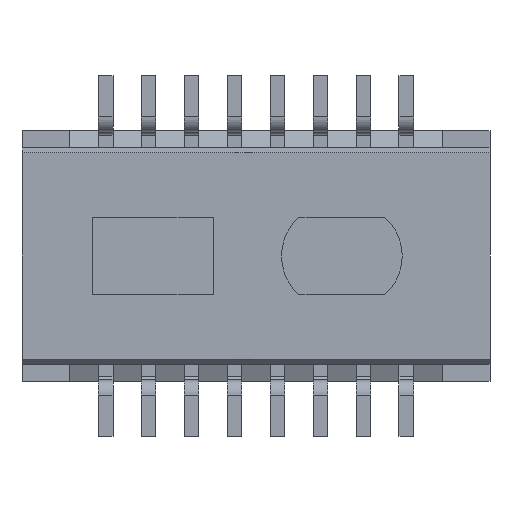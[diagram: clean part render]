
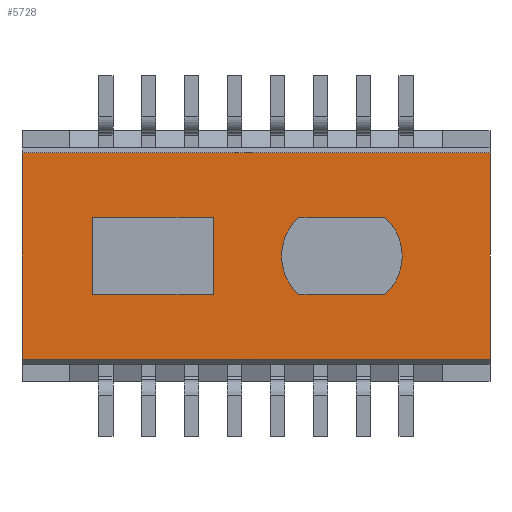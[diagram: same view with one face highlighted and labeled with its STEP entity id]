
A CAD part, front view. The second image highlights one B-rep face of the part: STEP entity #5728.
In plain terms, the highlighted planar face has unit normal (0, -1, 0).
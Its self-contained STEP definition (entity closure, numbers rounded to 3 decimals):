
#13=DIRECTION('',(0.,0.,-1.));
#14=VECTOR('',#13,2.405);
#15=CARTESIAN_POINT('',(-2.725,0.,1.202));
#16=LINE('',#15,#14);
#281=DIRECTION('',(1.,0.,0.));
#282=VECTOR('',#281,5.45);
#283=CARTESIAN_POINT('',(-2.725,0.,-1.202));
#284=LINE('',#283,#282);
#285=DIRECTION('',(1.,0.,0.));
#286=VECTOR('',#285,5.45);
#287=CARTESIAN_POINT('',(-2.725,0.,1.202));
#288=LINE('',#287,#286);
#289=CARTESIAN_POINT('',(0.897,0.,0.));
#290=DIRECTION('',(0.,-1.,0.));
#291=DIRECTION('',(-0.661,0.,0.75));
#292=AXIS2_PLACEMENT_3D('',#289,#290,#291);
#294=DIRECTION('',(1.,0.,0.));
#295=VECTOR('',#294,1.);
#296=CARTESIAN_POINT('',(0.5,0.,-0.45));
#297=LINE('',#296,#295);
#298=CARTESIAN_POINT('',(1.103,0.,0.));
#299=DIRECTION('',(0.,-1.,0.));
#300=DIRECTION('',(0.661,0.,-0.75));
#301=AXIS2_PLACEMENT_3D('',#298,#299,#300);
#303=DIRECTION('',(-1.,0.,0.));
#304=VECTOR('',#303,1.);
#305=CARTESIAN_POINT('',(1.5,0.,0.45));
#306=LINE('',#305,#304);
#307=DIRECTION('',(-1.,0.,0.));
#308=VECTOR('',#307,1.4);
#309=CARTESIAN_POINT('',(-0.5,0.,0.45));
#310=LINE('',#309,#308);
#311=DIRECTION('',(0.,0.,-1.));
#312=VECTOR('',#311,0.9);
#313=CARTESIAN_POINT('',(-1.9,0.,0.45));
#314=LINE('',#313,#312);
#315=DIRECTION('',(1.,0.,0.));
#316=VECTOR('',#315,1.4);
#317=CARTESIAN_POINT('',(-1.9,0.,-0.45));
#318=LINE('',#317,#316);
#319=DIRECTION('',(0.,0.,1.));
#320=VECTOR('',#319,0.9);
#321=CARTESIAN_POINT('',(-0.5,0.,-0.45));
#322=LINE('',#321,#320);
#1815=DIRECTION('',(0.,0.,-1.));
#1816=VECTOR('',#1815,2.405);
#1817=CARTESIAN_POINT('',(2.725,0.,1.202));
#1818=LINE('',#1817,#1816);
#4091=CARTESIAN_POINT('',(-2.725,0.,1.202));
#4092=VERTEX_POINT('',#4091);
#4093=CARTESIAN_POINT('',(-2.725,0.,-1.202));
#4094=VERTEX_POINT('',#4093);
#4107=CARTESIAN_POINT('',(2.725,0.,1.202));
#4108=VERTEX_POINT('',#4107);
#4109=CARTESIAN_POINT('',(2.725,0.,-1.202));
#4110=VERTEX_POINT('',#4109);
#4365=CARTESIAN_POINT('',(0.5,0.,0.45));
#4366=CARTESIAN_POINT('',(0.5,0.,-0.45));
#4367=VERTEX_POINT('',#4365);
#4368=VERTEX_POINT('',#4366);
#4369=CARTESIAN_POINT('',(1.5,0.,-0.45));
#4370=VERTEX_POINT('',#4369);
#4371=CARTESIAN_POINT('',(1.5,0.,0.45));
#4372=VERTEX_POINT('',#4371);
#4381=CARTESIAN_POINT('',(-0.5,0.,0.45));
#4382=CARTESIAN_POINT('',(-1.9,0.,0.45));
#4383=VERTEX_POINT('',#4381);
#4384=VERTEX_POINT('',#4382);
#4385=CARTESIAN_POINT('',(-1.9,0.,-0.45));
#4386=VERTEX_POINT('',#4385);
#4387=CARTESIAN_POINT('',(-0.5,0.,-0.45));
#4388=VERTEX_POINT('',#4387);
#5695=CARTESIAN_POINT('',(-2.725,0.,1.202));
#5696=DIRECTION('',(0.,-1.,0.));
#5697=DIRECTION('',(0.,0.,-1.));
#5698=AXIS2_PLACEMENT_3D('',#5695,#5696,#5697);
#5699=PLANE('',#5698);
#5700=ORIENTED_EDGE('',*,*,#5408,.F.);
#5702=ORIENTED_EDGE('',*,*,#5701,.T.);
#5704=ORIENTED_EDGE('',*,*,#5703,.T.);
#5705=ORIENTED_EDGE('',*,*,#5687,.F.);
#5706=EDGE_LOOP('',(#5700,#5702,#5704,#5705));
#5707=FACE_OUTER_BOUND('',#5706,.F.);
#5709=ORIENTED_EDGE('',*,*,#5708,.T.);
#5711=ORIENTED_EDGE('',*,*,#5710,.T.);
#5713=ORIENTED_EDGE('',*,*,#5712,.T.);
#5715=ORIENTED_EDGE('',*,*,#5714,.T.);
#5716=EDGE_LOOP('',(#5709,#5711,#5713,#5715));
#5717=FACE_BOUND('',#5716,.F.);
#5719=ORIENTED_EDGE('',*,*,#5718,.T.);
#5721=ORIENTED_EDGE('',*,*,#5720,.T.);
#5723=ORIENTED_EDGE('',*,*,#5722,.T.);
#5725=ORIENTED_EDGE('',*,*,#5724,.T.);
#5726=EDGE_LOOP('',(#5719,#5721,#5723,#5725));
#5727=FACE_BOUND('',#5726,.F.);
#5728=ADVANCED_FACE('',(#5707,#5717,#5727),#5699,.T.);
#293=CIRCLE('',#292,0.6);
#302=CIRCLE('',#301,0.6);
#5408=EDGE_CURVE('',#4092,#4094,#16,.T.);
#5687=EDGE_CURVE('',#4094,#4110,#284,.T.);
#5701=EDGE_CURVE('',#4092,#4108,#288,.T.);
#5703=EDGE_CURVE('',#4108,#4110,#1818,.T.);
#5708=EDGE_CURVE('',#4367,#4368,#293,.T.);
#5710=EDGE_CURVE('',#4368,#4370,#297,.T.);
#5712=EDGE_CURVE('',#4370,#4372,#302,.T.);
#5714=EDGE_CURVE('',#4372,#4367,#306,.T.);
#5718=EDGE_CURVE('',#4383,#4384,#310,.T.);
#5720=EDGE_CURVE('',#4384,#4386,#314,.T.);
#5722=EDGE_CURVE('',#4386,#4388,#318,.T.);
#5724=EDGE_CURVE('',#4388,#4383,#322,.T.);
